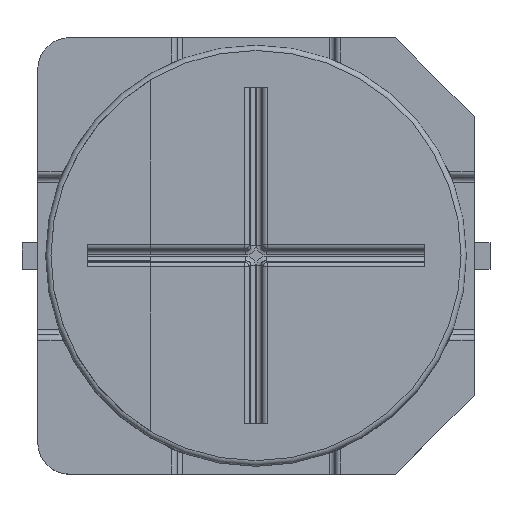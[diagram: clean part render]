
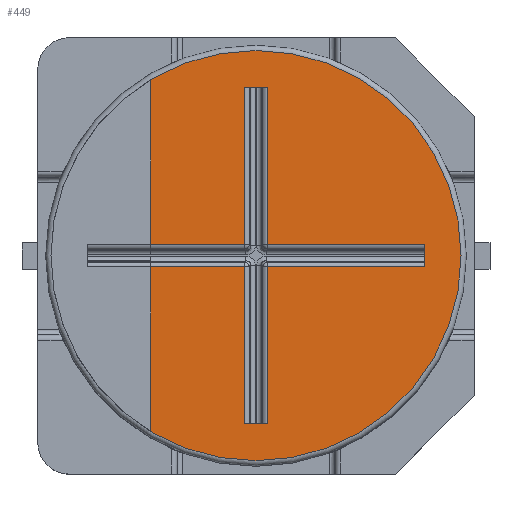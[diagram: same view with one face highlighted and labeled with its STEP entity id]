
A CAD part, top view. The second image highlights one B-rep face of the part: STEP entity #449.
In plain terms, the highlighted planar face has unit normal (0, 0, 1).
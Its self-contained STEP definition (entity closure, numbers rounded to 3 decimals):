
#449=ADVANCED_FACE('',(#602,#603),#553,.F.);
#553=PLANE('',#2493);
#602=FACE_BOUND('',#677,.T.);
#603=FACE_BOUND('',#678,.T.);
#677=EDGE_LOOP('',(#1130,#1131,#1132,#1133,#1134,#1135,#1136,#1137,#1138,
#1139,#1140,#1141));
#678=EDGE_LOOP('',(#1142));
#794=CIRCLE('',#2492,3.9);
#1130=ORIENTED_EDGE('',*,*,#1844,.T.);
#1131=ORIENTED_EDGE('',*,*,#1845,.T.);
#1132=ORIENTED_EDGE('',*,*,#1846,.T.);
#1133=ORIENTED_EDGE('',*,*,#1847,.T.);
#1134=ORIENTED_EDGE('',*,*,#1848,.T.);
#1135=ORIENTED_EDGE('',*,*,#1849,.T.);
#1136=ORIENTED_EDGE('',*,*,#1850,.F.);
#1137=ORIENTED_EDGE('',*,*,#1851,.T.);
#1138=ORIENTED_EDGE('',*,*,#1852,.T.);
#1139=ORIENTED_EDGE('',*,*,#1853,.F.);
#1140=ORIENTED_EDGE('',*,*,#1854,.T.);
#1141=ORIENTED_EDGE('',*,*,#1855,.T.);
#1142=ORIENTED_EDGE('',*,*,#1856,.T.);
#1595=VERTEX_POINT('',#3763);
#1596=VERTEX_POINT('',#3764);
#1597=VERTEX_POINT('',#3766);
#1598=VERTEX_POINT('',#3768);
#1599=VERTEX_POINT('',#3770);
#1600=VERTEX_POINT('',#3772);
#1601=VERTEX_POINT('',#3774);
#1602=VERTEX_POINT('',#3776);
#1603=VERTEX_POINT('',#3778);
#1604=VERTEX_POINT('',#3780);
#1605=VERTEX_POINT('',#3782);
#1606=VERTEX_POINT('',#3784);
#1607=VERTEX_POINT('',#3787);
#1844=EDGE_CURVE('',#1595,#1596,#2105,.T.);
#1845=EDGE_CURVE('',#1596,#1597,#2106,.T.);
#1846=EDGE_CURVE('',#1597,#1598,#2107,.T.);
#1847=EDGE_CURVE('',#1598,#1599,#2108,.T.);
#1848=EDGE_CURVE('',#1599,#1600,#2109,.T.);
#1849=EDGE_CURVE('',#1600,#1601,#2110,.T.);
#1850=EDGE_CURVE('',#1602,#1601,#2111,.T.);
#1851=EDGE_CURVE('',#1602,#1603,#2112,.T.);
#1852=EDGE_CURVE('',#1603,#1604,#2113,.T.);
#1853=EDGE_CURVE('',#1605,#1604,#2114,.T.);
#1854=EDGE_CURVE('',#1605,#1606,#2115,.T.);
#1855=EDGE_CURVE('',#1606,#1595,#2116,.T.);
#1856=EDGE_CURVE('',#1607,#1607,#794,.T.);
#2105=LINE('',#3762,#2295);
#2106=LINE('',#3765,#2296);
#2107=LINE('',#3767,#2297);
#2108=LINE('',#3769,#2298);
#2109=LINE('',#3771,#2299);
#2110=LINE('',#3773,#2300);
#2111=LINE('',#3775,#2301);
#2112=LINE('',#3777,#2302);
#2113=LINE('',#3779,#2303);
#2114=LINE('',#3781,#2304);
#2115=LINE('',#3783,#2305);
#2116=LINE('',#3785,#2306);
#2295=VECTOR('',#2923,1.);
#2296=VECTOR('',#2924,1.);
#2297=VECTOR('',#2925,1.);
#2298=VECTOR('',#2926,1.);
#2299=VECTOR('',#2927,1.);
#2300=VECTOR('',#2928,1.);
#2301=VECTOR('',#2929,1.);
#2302=VECTOR('',#2930,1.);
#2303=VECTOR('',#2931,1.);
#2304=VECTOR('',#2932,1.);
#2305=VECTOR('',#2933,1.);
#2306=VECTOR('',#2934,1.);
#2492=AXIS2_PLACEMENT_3D('',#3786,#2935,#2936);
#2493=AXIS2_PLACEMENT_3D('',#3788,#2937,#2938);
#2923=DIRECTION('',(0.,-1.,0.));
#2924=DIRECTION('',(-1.,0.,0.));
#2925=DIRECTION('',(0.,-1.,0.));
#2926=DIRECTION('',(-1.,0.,0.));
#2927=DIRECTION('',(0.,1.,0.));
#2928=DIRECTION('',(-1.,0.,0.));
#2929=DIRECTION('',(0.,-1.,0.));
#2930=DIRECTION('',(1.,0.,0.));
#2931=DIRECTION('',(0.,1.,0.));
#2932=DIRECTION('',(-1.,0.,0.));
#2933=DIRECTION('',(0.,-1.,0.));
#2934=DIRECTION('',(1.,0.,0.));
#2935=DIRECTION('',(0.,0.,1.));
#2936=DIRECTION('',(-1.,0.,0.));
#2937=DIRECTION('',(0.,0.,-1.));
#2938=DIRECTION('',(-1.,0.,0.));
#3762=CARTESIAN_POINT('',(3.2,0.15,5.1));
#3763=CARTESIAN_POINT('',(3.2,0.212,5.1));
#3764=CARTESIAN_POINT('',(3.2,-0.212,5.1));
#3765=CARTESIAN_POINT('',(0.15,-0.212,5.1));
#3766=CARTESIAN_POINT('',(0.212,-0.212,5.1));
#3767=CARTESIAN_POINT('',(0.212,-3.2,5.1));
#3768=CARTESIAN_POINT('',(0.212,-3.2,5.1));
#3769=CARTESIAN_POINT('',(0.15,-3.2,5.1));
#3770=CARTESIAN_POINT('',(-0.212,-3.2,5.1));
#3771=CARTESIAN_POINT('',(-0.212,-0.15,5.1));
#3772=CARTESIAN_POINT('',(-0.212,-0.212,5.1));
#3773=CARTESIAN_POINT('',(-3.2,-0.212,5.1));
#3774=CARTESIAN_POINT('',(-3.2,-0.212,5.1));
#3775=CARTESIAN_POINT('',(-3.2,0.15,5.1));
#3776=CARTESIAN_POINT('',(-3.2,0.212,5.1));
#3777=CARTESIAN_POINT('',(-0.15,0.212,5.1));
#3778=CARTESIAN_POINT('',(-0.212,0.212,5.1));
#3779=CARTESIAN_POINT('',(-0.212,3.2,5.1));
#3780=CARTESIAN_POINT('',(-0.212,3.2,5.1));
#3781=CARTESIAN_POINT('',(0.15,3.2,5.1));
#3782=CARTESIAN_POINT('',(0.212,3.2,5.1));
#3783=CARTESIAN_POINT('',(0.212,0.15,5.1));
#3784=CARTESIAN_POINT('',(0.212,0.212,5.1));
#3785=CARTESIAN_POINT('',(3.2,0.212,5.1));
#3786=CARTESIAN_POINT('',(0.,0.,5.1));
#3787=CARTESIAN_POINT('',(-3.9,0.,5.1));
#3788=CARTESIAN_POINT('',(0.,0.,5.1));
